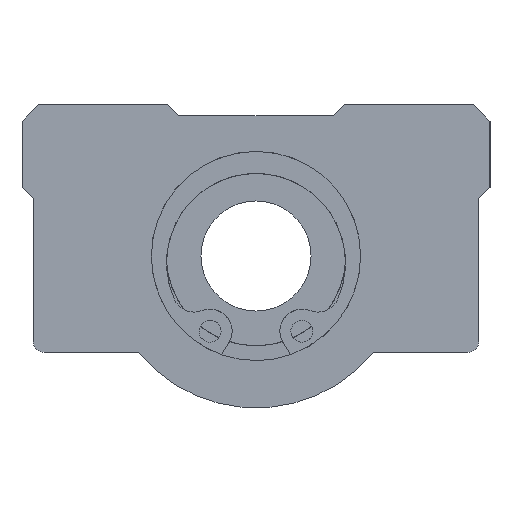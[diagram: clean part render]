
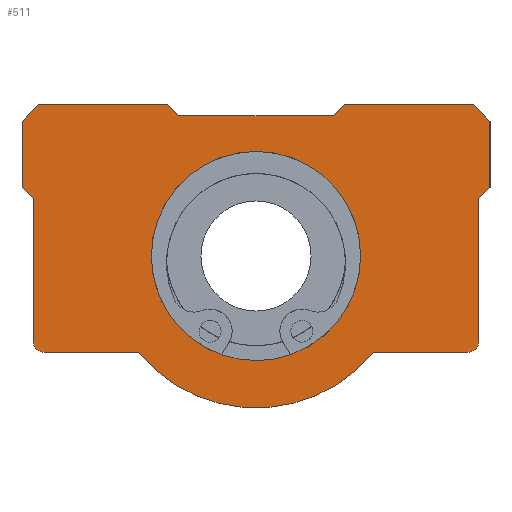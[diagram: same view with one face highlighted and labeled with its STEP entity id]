
A CAD part, left-side view. The second image highlights one B-rep face of the part: STEP entity #511.
In plain terms, the highlighted planar face has unit normal (-1, 0, 0).
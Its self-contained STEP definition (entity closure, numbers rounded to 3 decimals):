
#411=CIRCLE('',#4342,7.6);
#412=CIRCLE('',#4343,0.8);
#413=CIRCLE('',#4344,11.04);
#414=CIRCLE('',#4345,11.04);
#415=CIRCLE('',#4346,0.8);
#511=ADVANCED_FACE('',(#915,#916),#754,.F.);
#754=PLANE('',#4347);
#915=FACE_BOUND('',#1025,.T.);
#916=FACE_BOUND('',#1026,.T.);
#1025=EDGE_LOOP('',(#2076));
#1026=EDGE_LOOP('',(#2077,#2078,#2079,#2080,#2081,#2082,#2083,#2084,#2085,
#2086,#2087,#2088,#2089,#2090,#2091,#2092,#2093,#2094,#2095,#2096));
#1333=LINE('',#5715,#1609);
#1363=LINE('',#6092,#1639);
#1397=LINE('',#6381,#1673);
#1398=LINE('',#6384,#1674);
#1399=LINE('',#6386,#1675);
#1400=LINE('',#6388,#1676);
#1401=LINE('',#6390,#1677);
#1402=LINE('',#6392,#1678);
#1403=LINE('',#6394,#1679);
#1404=LINE('',#6396,#1680);
#1405=LINE('',#6398,#1681);
#1406=LINE('',#6400,#1682);
#1407=LINE('',#6403,#1683);
#1408=LINE('',#6407,#1684);
#1409=LINE('',#6411,#1685);
#1410=LINE('',#6414,#1686);
#1609=VECTOR('',#4633,1.);
#1639=VECTOR('',#4665,1.);
#1673=VECTOR('',#4715,1.);
#1674=VECTOR('',#4716,1.);
#1675=VECTOR('',#4717,1.);
#1676=VECTOR('',#4718,1.);
#1677=VECTOR('',#4719,1.);
#1678=VECTOR('',#4720,1.);
#1679=VECTOR('',#4721,1.);
#1680=VECTOR('',#4722,1.);
#1681=VECTOR('',#4723,1.);
#1682=VECTOR('',#4724,1.);
#1683=VECTOR('',#4727,1.);
#1684=VECTOR('',#4730,1.);
#1685=VECTOR('',#4733,1.);
#1686=VECTOR('',#4736,1.);
#2076=ORIENTED_EDGE('',*,*,#3624,.T.);
#2077=ORIENTED_EDGE('',*,*,#3625,.F.);
#2078=ORIENTED_EDGE('',*,*,#3626,.F.);
#2079=ORIENTED_EDGE('',*,*,#3627,.F.);
#2080=ORIENTED_EDGE('',*,*,#3628,.F.);
#2081=ORIENTED_EDGE('',*,*,#3629,.F.);
#2082=ORIENTED_EDGE('',*,*,#3630,.F.);
#2083=ORIENTED_EDGE('',*,*,#3631,.F.);
#2084=ORIENTED_EDGE('',*,*,#3632,.F.);
#2085=ORIENTED_EDGE('',*,*,#3633,.F.);
#2086=ORIENTED_EDGE('',*,*,#3634,.F.);
#2087=ORIENTED_EDGE('',*,*,#3569,.F.);
#2088=ORIENTED_EDGE('',*,*,#3635,.F.);
#2089=ORIENTED_EDGE('',*,*,#3636,.F.);
#2090=ORIENTED_EDGE('',*,*,#3637,.F.);
#2091=ORIENTED_EDGE('',*,*,#3638,.F.);
#2092=ORIENTED_EDGE('',*,*,#3639,.F.);
#2093=ORIENTED_EDGE('',*,*,#3640,.F.);
#2094=ORIENTED_EDGE('',*,*,#3641,.F.);
#2095=ORIENTED_EDGE('',*,*,#3517,.F.);
#2096=ORIENTED_EDGE('',*,*,#3642,.F.);
#3125=VERTEX_POINT('',#5710);
#3127=VERTEX_POINT('',#5714);
#3178=VERTEX_POINT('',#6090);
#3180=VERTEX_POINT('',#6093);
#3232=VERTEX_POINT('',#6380);
#3233=VERTEX_POINT('',#6382);
#3234=VERTEX_POINT('',#6383);
#3235=VERTEX_POINT('',#6385);
#3236=VERTEX_POINT('',#6387);
#3237=VERTEX_POINT('',#6389);
#3238=VERTEX_POINT('',#6391);
#3239=VERTEX_POINT('',#6393);
#3240=VERTEX_POINT('',#6395);
#3241=VERTEX_POINT('',#6397);
#3242=VERTEX_POINT('',#6399);
#3243=VERTEX_POINT('',#6402);
#3244=VERTEX_POINT('',#6404);
#3245=VERTEX_POINT('',#6406);
#3246=VERTEX_POINT('',#6408);
#3247=VERTEX_POINT('',#6410);
#3248=VERTEX_POINT('',#6412);
#3517=EDGE_CURVE('',#3127,#3125,#1333,.T.);
#3569=EDGE_CURVE('',#3178,#3180,#1363,.T.);
#3624=EDGE_CURVE('',#3232,#3232,#411,.T.);
#3625=EDGE_CURVE('',#3233,#3234,#1397,.T.);
#3626=EDGE_CURVE('',#3235,#3233,#1398,.T.);
#3627=EDGE_CURVE('',#3236,#3235,#1399,.T.);
#3628=EDGE_CURVE('',#3237,#3236,#1400,.T.);
#3629=EDGE_CURVE('',#3238,#3237,#1401,.T.);
#3630=EDGE_CURVE('',#3239,#3238,#1402,.T.);
#3631=EDGE_CURVE('',#3240,#3239,#1403,.T.);
#3632=EDGE_CURVE('',#3241,#3240,#1404,.T.);
#3633=EDGE_CURVE('',#3242,#3241,#1405,.T.);
#3634=EDGE_CURVE('',#3180,#3242,#1406,.T.);
#3635=EDGE_CURVE('',#3243,#3178,#412,.T.);
#3636=EDGE_CURVE('',#3244,#3243,#1407,.T.);
#3637=EDGE_CURVE('',#3245,#3244,#413,.T.);
#3638=EDGE_CURVE('',#3246,#3245,#1408,.T.);
#3639=EDGE_CURVE('',#3247,#3246,#414,.T.);
#3640=EDGE_CURVE('',#3248,#3247,#1409,.T.);
#3641=EDGE_CURVE('',#3125,#3248,#415,.T.);
#3642=EDGE_CURVE('',#3234,#3127,#1410,.T.);
#4342=AXIS2_PLACEMENT_3D('',#6379,#4713,#4714);
#4343=AXIS2_PLACEMENT_3D('',#6401,#4725,#4726);
#4344=AXIS2_PLACEMENT_3D('',#6405,#4728,#4729);
#4345=AXIS2_PLACEMENT_3D('',#6409,#4731,#4732);
#4346=AXIS2_PLACEMENT_3D('',#6413,#4734,#4735);
#4347=AXIS2_PLACEMENT_3D('',#6415,#4737,#4738);
#4633=DIRECTION('',(0.,0.,-1.));
#4665=DIRECTION('',(0.,0.,1.));
#4713=DIRECTION('',(1.,0.,0.));
#4714=DIRECTION('',(0.,0.,-1.));
#4715=DIRECTION('',(0.,0.,-1.));
#4716=DIRECTION('',(0.,-0.707,-0.707));
#4717=DIRECTION('',(0.,-1.,0.));
#4718=DIRECTION('',(0.,-0.707,0.707));
#4719=DIRECTION('',(0.,-1.,0.));
#4720=DIRECTION('',(0.,-0.707,-0.707));
#4721=DIRECTION('',(0.,-1.,0.));
#4722=DIRECTION('',(0.,-0.707,0.707));
#4723=DIRECTION('',(0.,0.,1.));
#4724=DIRECTION('',(0.,0.707,0.707));
#4725=DIRECTION('',(1.,0.,0.));
#4726=DIRECTION('',(0.,0.,-1.));
#4727=DIRECTION('',(0.,1.,0.));
#4728=DIRECTION('',(1.,0.,0.));
#4729=DIRECTION('',(0.,0.,-1.));
#4730=DIRECTION('',(0.,1.,0.));
#4731=DIRECTION('',(1.,0.,0.));
#4732=DIRECTION('',(0.,0.,-1.));
#4733=DIRECTION('',(0.,1.,0.));
#4734=DIRECTION('',(1.,0.,0.));
#4735=DIRECTION('',(0.,0.,-1.));
#4736=DIRECTION('',(0.,0.707,-0.707));
#4737=DIRECTION('',(1.,0.,0.));
#4738=DIRECTION('',(0.,0.,-1.));
#5710=CARTESIAN_POINT('',(-1.,-16.2,-6.));
#5714=CARTESIAN_POINT('',(-1.,-16.2,4.4));
#5715=CARTESIAN_POINT('',(-1.,-16.2,0.924));
#6090=CARTESIAN_POINT('',(-1.,16.2,-6.));
#6092=CARTESIAN_POINT('',(-1.,16.2,0.924));
#6093=CARTESIAN_POINT('',(-1.,16.2,4.4));
#6379=CARTESIAN_POINT('',(-1.,0.,0.2));
#6380=CARTESIAN_POINT('',(-1.,7.6,0.2));
#6381=CARTESIAN_POINT('',(-1.,-17.,0.924));
#6382=CARTESIAN_POINT('',(-1.,-17.,10.));
#6383=CARTESIAN_POINT('',(-1.,-17.,5.2));
#6384=CARTESIAN_POINT('',(-1.,-13.038,13.962));
#6385=CARTESIAN_POINT('',(-1.,-15.8,11.2));
#6386=CARTESIAN_POINT('',(-1.,0.,11.2));
#6387=CARTESIAN_POINT('',(-1.,-6.4,11.2));
#6388=CARTESIAN_POINT('',(-1.,1.938,2.862));
#6389=CARTESIAN_POINT('',(-1.,-5.6,10.4));
#6390=CARTESIAN_POINT('',(-1.,0.,10.4));
#6391=CARTESIAN_POINT('',(-1.,5.6,10.4));
#6392=CARTESIAN_POINT('',(-1.,-1.938,2.862));
#6393=CARTESIAN_POINT('',(-1.,6.4,11.2));
#6394=CARTESIAN_POINT('',(-1.,0.,11.2));
#6395=CARTESIAN_POINT('',(-1.,15.8,11.2));
#6396=CARTESIAN_POINT('',(-1.,13.038,13.962));
#6397=CARTESIAN_POINT('',(-1.,17.,10.));
#6398=CARTESIAN_POINT('',(-1.,17.,0.924));
#6399=CARTESIAN_POINT('',(-1.,17.,5.2));
#6400=CARTESIAN_POINT('',(-1.,6.362,-5.438));
#6401=CARTESIAN_POINT('',(-1.,15.4,-6.));
#6402=CARTESIAN_POINT('',(-1.,15.4,-6.8));
#6403=CARTESIAN_POINT('',(-1.,0.,-6.8));
#6404=CARTESIAN_POINT('',(-1.,8.537,-6.8));
#6405=CARTESIAN_POINT('',(-1.,0.,0.2));
#6406=CARTESIAN_POINT('',(-1.,0.939,-10.8));
#6407=CARTESIAN_POINT('',(-1.,0.,-10.8));
#6408=CARTESIAN_POINT('',(-1.,-0.939,-10.8));
#6409=CARTESIAN_POINT('',(-1.,0.,0.2));
#6410=CARTESIAN_POINT('',(-1.,-8.537,-6.8));
#6411=CARTESIAN_POINT('',(-1.,0.,-6.8));
#6412=CARTESIAN_POINT('',(-1.,-15.4,-6.8));
#6413=CARTESIAN_POINT('',(-1.,-15.4,-6.));
#6414=CARTESIAN_POINT('',(-1.,-6.362,-5.438));
#6415=CARTESIAN_POINT('',(-1.,0.,0.924));
